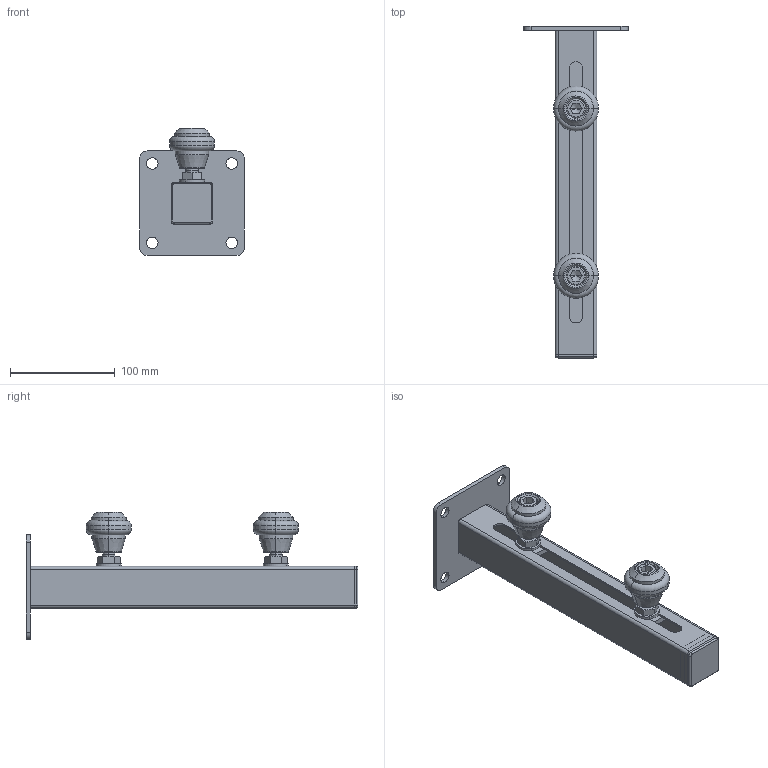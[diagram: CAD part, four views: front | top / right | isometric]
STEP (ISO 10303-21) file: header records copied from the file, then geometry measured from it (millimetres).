
FILE_DESCRIPTION (( 'STEP AP214' ), '1' );
FILE_NAME ('H_52-2.STEP', '2021-08-25T14:01:53', ( '' ), ( '' ), 'SwSTEP 2.0', 'SolidWorks 2019', '' );
FILE_SCHEMA (( 'AUTOMOTIVE_DESIGN' ));
Length unit declared in the file: millimetre
Products named in the file (13): H-04G-43 P4; H-52-2 P4; H-52-2 P1; din_912-m12x1x65; H-52-2 Z1; 12-60-936-12thin; H-04G-43 P3; H-52-2 P3; H-52-2 P2; H-52-2 Z2; PM12; H_52-2
Assembly tree (18 placements, depth 3):
  H_52-2
    H-52-2 Z2
      H-52-2 P3
      H-52-2 P1
      H-52-2 P2
    H-52-2 Z1
      H-04G-43 P3
      H-04G-43 P4
      din_912-m12x1x65
      12-60-936-12thin
      PM12
    H-52-2 Z1
      H-04G-43 P3
      H-04G-43 P4
      din_912-m12x1x65
      12-60-936-12thin
      PM12
    H-52-2 P4  x2
Bounding box: 100 x 317.5 x 121.5 mm (x, y, z)
Volume: 222586 mm3; surface area: 157177.5 mm2
Topology: 15 solids, 15 shells, 325 faces, 732 edges, 450 vertices
Faces by surface type: plane 127, cylinder 110, cone 68, torus 20
Entity records: 7018 total; most frequent: DIRECTION 1208, CARTESIAN_POINT 1199, ORIENTED_EDGE 1044, EDGE_CURVE 522, AXIS2_PLACEMENT_3D 466, VERTEX_POINT 325, LINE 276, VECTOR 276
